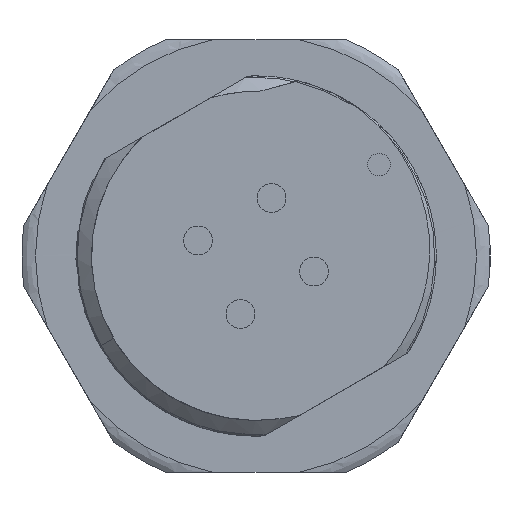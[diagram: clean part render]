
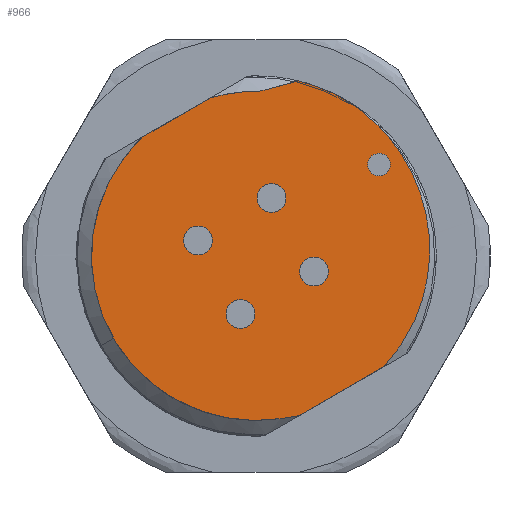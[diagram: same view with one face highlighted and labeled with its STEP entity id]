
A CAD part, front view. The second image highlights one B-rep face of the part: STEP entity #966.
In plain terms, the highlighted planar face has unit normal (0, -1, 0).
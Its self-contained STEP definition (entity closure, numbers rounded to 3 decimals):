
#409=FACE_BOUND('',#1828,.T.);
#410=FACE_BOUND('',#1829,.T.);
#549=CIRCLE('',#6956,6.85);
#550=CIRCLE('',#6959,6.85);
#551=CIRCLE('',#6963,0.469);
#966=ADVANCED_FACE('',(#409,#410),#1121,.T.);
#1121=PLANE('',#6965);
#1828=EDGE_LOOP('',(#4093));
#1829=EDGE_LOOP('',(#4094,#4095,#4096,#4097,#4098,#4099,#4100,#4101));
#2357=B_SPLINE_CURVE_WITH_KNOTS('',3,(#17887,#17888,#17889,#17890),
 .UNSPECIFIED.,.F.,.F.,(4,4),(0.,1.),.UNSPECIFIED.);
#2359=B_SPLINE_CURVE_WITH_KNOTS('',3,(#17897,#17898,#17899,#17900),
 .UNSPECIFIED.,.F.,.F.,(4,4),(0.,1.),.UNSPECIFIED.);
#2365=B_SPLINE_CURVE_WITH_KNOTS('',3,(#17935,#17936,#17937,#17938),
 .UNSPECIFIED.,.F.,.F.,(4,4),(0.,1.),.UNSPECIFIED.);
#2366=B_SPLINE_CURVE_WITH_KNOTS('',3,(#17940,#17941,#17942,#17943),
 .UNSPECIFIED.,.F.,.F.,(4,4),(0.,1.),.UNSPECIFIED.);
#2368=B_SPLINE_CURVE_WITH_KNOTS('',3,(#17986,#17987,#17988,#17989,#17990,
#17991,#17992,#17993),.UNSPECIFIED.,.F.,.F.,(4,2,2,4),(0.,0.25,0.5,1.),
 .UNSPECIFIED.);
#4093=ORIENTED_EDGE('',*,*,#5897,.T.);
#4094=ORIENTED_EDGE('',*,*,#5896,.T.);
#4095=ORIENTED_EDGE('',*,*,#5894,.T.);
#4096=ORIENTED_EDGE('',*,*,#5893,.F.);
#4097=ORIENTED_EDGE('',*,*,#5890,.F.);
#4098=ORIENTED_EDGE('',*,*,#5888,.T.);
#4099=ORIENTED_EDGE('',*,*,#5886,.F.);
#4100=ORIENTED_EDGE('',*,*,#5884,.T.);
#4101=ORIENTED_EDGE('',*,*,#5882,.T.);
#4959=VERTEX_POINT('',#17886);
#4960=VERTEX_POINT('',#17891);
#4961=VERTEX_POINT('',#17901);
#4962=VERTEX_POINT('',#17910);
#4963=VERTEX_POINT('',#17917);
#4964=VERTEX_POINT('',#17924);
#4965=VERTEX_POINT('',#17934);
#4966=VERTEX_POINT('',#17944);
#4967=VERTEX_POINT('',#17996);
#5882=EDGE_CURVE('',#4960,#4959,#2357,.T.);
#5884=EDGE_CURVE('',#4961,#4960,#2359,.T.);
#5886=EDGE_CURVE('',#4961,#4962,#549,.T.);
#5888=EDGE_CURVE('',#4963,#4962,#6280,.T.);
#5890=EDGE_CURVE('',#4963,#4964,#550,.T.);
#5893=EDGE_CURVE('',#4964,#4965,#2365,.T.);
#5894=EDGE_CURVE('',#4966,#4965,#2366,.T.);
#5896=EDGE_CURVE('',#4959,#4966,#2368,.T.);
#5897=EDGE_CURVE('',#4967,#4967,#551,.T.);
#6280=LINE('',#17916,#6550);
#6550=VECTOR('',#8099,1.);
#6956=AXIS2_PLACEMENT_3D('',#17909,#8095,#8096);
#6959=AXIS2_PLACEMENT_3D('',#17923,#8102,#8103);
#6963=AXIS2_PLACEMENT_3D('',#17995,#8110,#8111);
#6965=AXIS2_PLACEMENT_3D('',#17998,#8114,#8115);
#8095=DIRECTION('',(0.,1.,0.));
#8096=DIRECTION('',(-0.866,0.,-0.5));
#8099=DIRECTION('',(-0.866,0.,-0.5));
#8102=DIRECTION('',(0.,1.,0.));
#8103=DIRECTION('',(-0.278,0.,0.961));
#8110=DIRECTION('',(0.,1.,0.));
#8111=DIRECTION('',(0.,0.,-1.));
#8114=DIRECTION('',(0.,-1.,0.));
#8115=DIRECTION('',(-0.866,0.,-0.5));
#17886=CARTESIAN_POINT('',(5.322,-7.,-4.606));
#17887=CARTESIAN_POINT('',(1.798,-7.,-6.641));
#17888=CARTESIAN_POINT('',(2.972,-7.,-5.963));
#17889=CARTESIAN_POINT('',(4.147,-7.,-5.284));
#17890=CARTESIAN_POINT('',(5.322,-7.,-4.606));
#17891=CARTESIAN_POINT('',(1.798,-7.,-6.641));
#17897=CARTESIAN_POINT('',(1.042,-7.,-6.77));
#17898=CARTESIAN_POINT('',(1.296,-7.,-6.741));
#17899=CARTESIAN_POINT('',(1.548,-7.,-6.698));
#17900=CARTESIAN_POINT('',(1.798,-7.,-6.641));
#17901=CARTESIAN_POINT('',(1.042,-7.,-6.771));
#17909=CARTESIAN_POINT('',(0.,-7.,0.));
#17910=CARTESIAN_POINT('',(-4.748,-7.,4.937));
#17916=CARTESIAN_POINT('',(-1.902,-7.,6.581));
#17917=CARTESIAN_POINT('',(-1.902,-7.,6.581));
#17923=CARTESIAN_POINT('',(0.,-7.,0.));
#17924=CARTESIAN_POINT('',(0.123,-7.,6.849));
#17934=CARTESIAN_POINT('',(1.766,-7.,7.289));
#17935=CARTESIAN_POINT('',(0.123,-7.,6.849));
#17936=CARTESIAN_POINT('',(0.67,-7.,6.996));
#17937=CARTESIAN_POINT('',(1.218,-7.,7.142));
#17938=CARTESIAN_POINT('',(1.766,-7.,7.289));
#17940=CARTESIAN_POINT('',(5.123,-7.,5.404));
#17941=CARTESIAN_POINT('',(4.239,-7.,6.306));
#17942=CARTESIAN_POINT('',(3.054,-7.,6.976));
#17943=CARTESIAN_POINT('',(1.766,-7.,7.289));
#17944=CARTESIAN_POINT('',(5.123,-7.,5.404));
#17986=CARTESIAN_POINT('',(5.322,-7.,-4.606));
#17987=CARTESIAN_POINT('',(5.938,-7.,-3.946));
#17988=CARTESIAN_POINT('',(6.398,-7.,-3.227));
#17989=CARTESIAN_POINT('',(7.084,-7.,-1.476));
#17990=CARTESIAN_POINT('',(7.247,-7.,-0.541));
#17991=CARTESIAN_POINT('',(7.205,-7.,2.223));
#17992=CARTESIAN_POINT('',(6.447,-7.,4.053));
#17993=CARTESIAN_POINT('',(5.123,-7.,5.404));
#17995=CARTESIAN_POINT('',(5.123,-7.,3.804));
#17996=CARTESIAN_POINT('',(5.123,-7.,3.335));
#17998=CARTESIAN_POINT('',(0.,-7.,0.));
